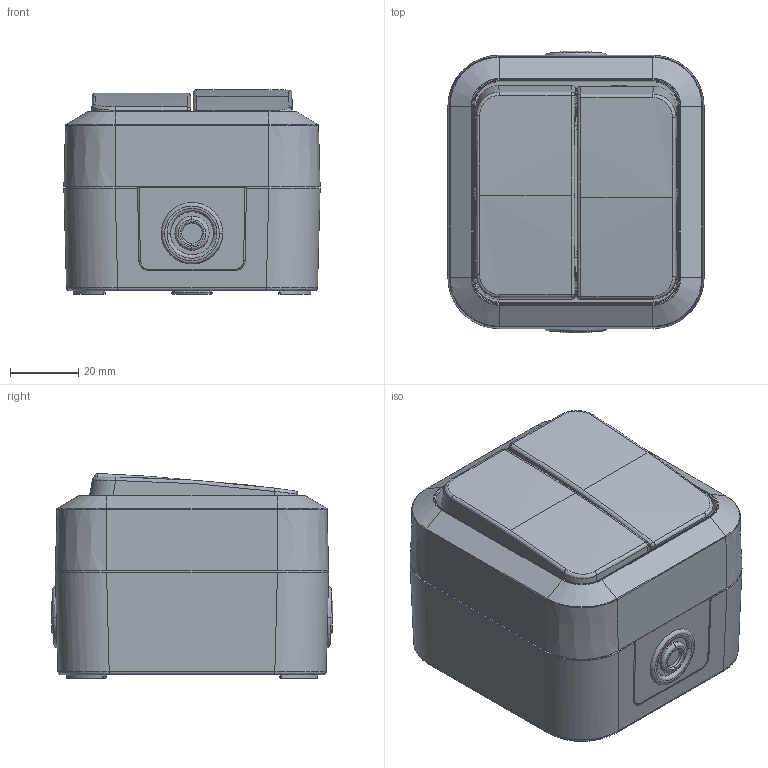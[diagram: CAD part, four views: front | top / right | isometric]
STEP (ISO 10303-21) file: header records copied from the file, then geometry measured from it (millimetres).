
FILE_DESCRIPTION (( 'STEP AP214' ), '1' );
FILE_NAME ('TORS Âûêëþ÷. äâóõêë. 10À IP55 .STEP', '2025-01-31T13:03:56', ( '' ), ( '' ), 'SwSTEP 2.0', 'SolidWorks 2022', '' );
FILE_SCHEMA (( 'AUTOMOTIVE_DESIGN' ));
Length unit declared in the file: millimetre
Products named in the file (1): TORS Выключ. двухкл. 10А IP55 
Bounding box: 75 x 82.52 x 59.95 mm (x, y, z)
Volume: 70119.5 mm3; surface area: 83902.1 mm2
Topology: 8 solids, 8 shells, 1261 faces, 3471 edges, 2253 vertices
Faces by surface type: plane 872, cylinder 249, cone 70, bspline 49, torus 17, sphere 4
Entity records: 62056 total; most frequent: CARTESIAN_POINT 17197, ORIENTED_EDGE 6942, DIRECTION 5795, EDGE_CURVE 3471, VECTOR 2517, LINE 2517, VERTEX_POINT 2253, AXIS2_PLACEMENT_3D 1639
